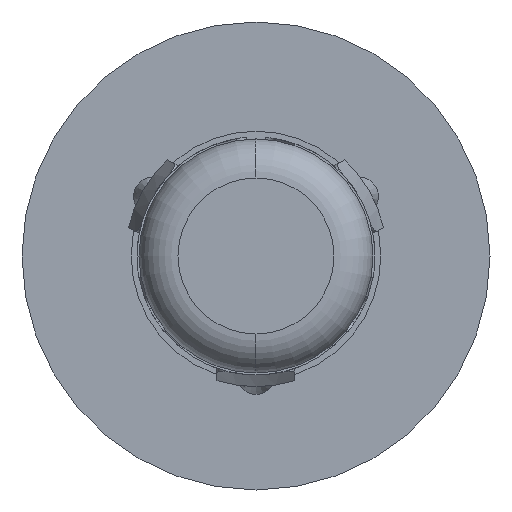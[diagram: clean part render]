
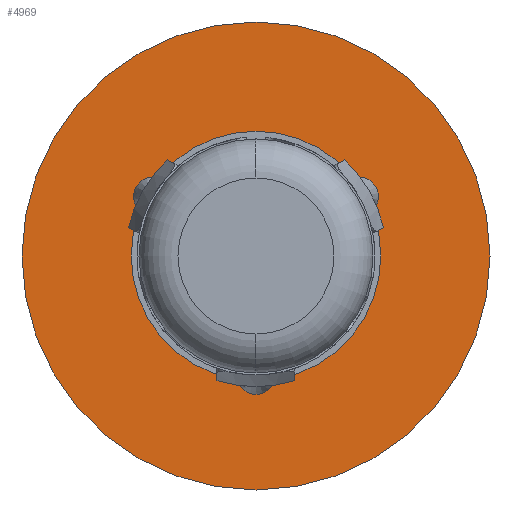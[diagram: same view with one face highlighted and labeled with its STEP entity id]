
A CAD part, left-side view. The second image highlights one B-rep face of the part: STEP entity #4969.
In plain terms, the highlighted face is planar.
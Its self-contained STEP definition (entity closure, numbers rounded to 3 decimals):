
#193 = EDGE_CURVE ( 'NONE', #9663, #5166, #1711, .T. ) ;
#715 = CARTESIAN_POINT ( 'NONE',  ( 6., 0., 1.6 ) ) ;
#1095 = DIRECTION ( 'NONE',  ( 0., 0., 1. ) ) ;
#1391 = CARTESIAN_POINT ( 'NONE',  ( 0., 0., 1.6 ) ) ;
#1411 = ORIENTED_EDGE ( 'NONE', *, *, #14162, .F. ) ;
#1590 = DIRECTION ( 'NONE',  ( 0., 0., 1. ) ) ;
#1711 = CIRCLE ( 'NONE', #13628, 6. ) ;
#2091 = ORIENTED_EDGE ( 'NONE', *, *, #3538, .T. ) ;
#2112 = EDGE_CURVE ( 'NONE', #11857, #3287, #8480, .T. ) ;
#2783 = CARTESIAN_POINT ( 'NONE',  ( -3.2, 0., 1.6 ) ) ;
#3068 = FACE_BOUND ( 'NONE', #9435, .T. ) ;
#3287 = VERTEX_POINT ( 'NONE', #10856 ) ;
#3538 = EDGE_CURVE ( 'NONE', #5166, #9663, #7194, .T. ) ;
#3948 = AXIS2_PLACEMENT_3D ( 'NONE', #1391, #1590, #6120 ) ;
#3963 = CARTESIAN_POINT ( 'NONE',  ( 0., 0., 1.6 ) ) ;
#4969 = ADVANCED_FACE ( 'NONE', ( #12799, #3068 ), #7441, .T. ) ;
#5166 = VERTEX_POINT ( 'NONE', #13665 ) ;
#5471 = CARTESIAN_POINT ( 'NONE',  ( 0., 0., 1.6 ) ) ;
#5525 = CARTESIAN_POINT ( 'NONE',  ( 0., 0., 1.6 ) ) ;
#5629 = DIRECTION ( 'NONE',  ( 1., 0., 0. ) ) ;
#6120 = DIRECTION ( 'NONE',  ( 1., 0., 0. ) ) ;
#6385 = DIRECTION ( 'NONE',  ( 1., 0., 0. ) ) ;
#6406 = AXIS2_PLACEMENT_3D ( 'NONE', #3963, #13222, #6385 ) ;
#6659 = EDGE_LOOP ( 'NONE', ( #2091, #9799 ) ) ;
#7043 = AXIS2_PLACEMENT_3D ( 'NONE', #11287, #14017, #14500 ) ;
#7194 = CIRCLE ( 'NONE', #7721, 6. ) ;
#7441 = PLANE ( 'NONE',  #6406 ) ;
#7721 = AXIS2_PLACEMENT_3D ( 'NONE', #5525, #1095, #10331 ) ;
#8480 = CIRCLE ( 'NONE', #7043, 3.2 ) ;
#9435 = EDGE_LOOP ( 'NONE', ( #11111, #1411 ) ) ;
#9570 = CIRCLE ( 'NONE', #3948, 3.2 ) ;
#9663 = VERTEX_POINT ( 'NONE', #715 ) ;
#9799 = ORIENTED_EDGE ( 'NONE', *, *, #193, .T. ) ;
#10331 = DIRECTION ( 'NONE',  ( 1., 0., 0. ) ) ;
#10856 = CARTESIAN_POINT ( 'NONE',  ( 3.2, 0., 1.6 ) ) ;
#11111 = ORIENTED_EDGE ( 'NONE', *, *, #2112, .F. ) ;
#11287 = CARTESIAN_POINT ( 'NONE',  ( 0., 0., 1.6 ) ) ;
#11857 = VERTEX_POINT ( 'NONE', #2783 ) ;
#12513 = DIRECTION ( 'NONE',  ( 0., 0., 1. ) ) ;
#12799 = FACE_OUTER_BOUND ( 'NONE', #6659, .T. ) ;
#13222 = DIRECTION ( 'NONE',  ( 0., 0., 1. ) ) ;
#13628 = AXIS2_PLACEMENT_3D ( 'NONE', #5471, #12513, #5629 ) ;
#13665 = CARTESIAN_POINT ( 'NONE',  ( -6., 0., 1.6 ) ) ;
#14017 = DIRECTION ( 'NONE',  ( 0., 0., 1. ) ) ;
#14162 = EDGE_CURVE ( 'NONE', #3287, #11857, #9570, .T. ) ;
#14500 = DIRECTION ( 'NONE',  ( 1., 0., 0. ) ) ;
